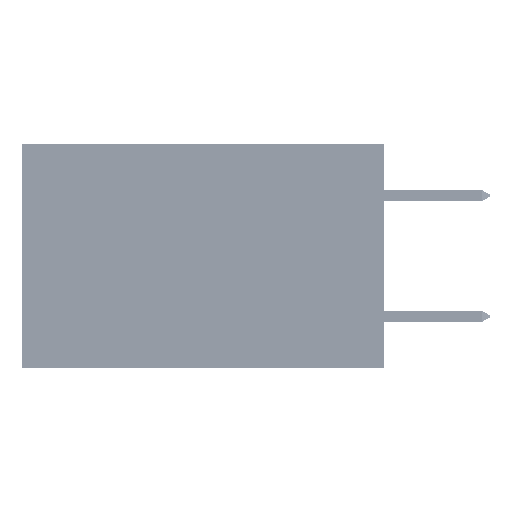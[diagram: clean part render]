
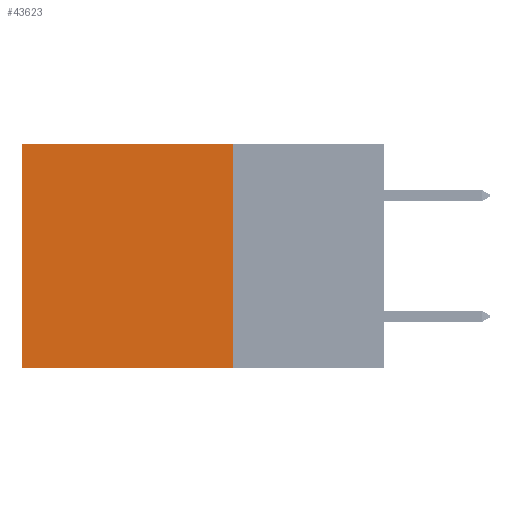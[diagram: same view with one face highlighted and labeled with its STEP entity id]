
A CAD part, left-side view. The second image highlights one B-rep face of the part: STEP entity #43623.
In plain terms, the highlighted planar face has unit normal (-1, 0, 0).
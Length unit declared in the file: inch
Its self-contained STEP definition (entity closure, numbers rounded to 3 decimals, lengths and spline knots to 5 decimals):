
#342 = EDGE_CURVE ( 'NONE', #20117, #29886, #11177, .T. ) ;
#1907 = VECTOR ( 'NONE', #14056, 39.37008 ) ;
#3663 = ORIENTED_EDGE ( 'NONE', *, *, #15673, .F. ) ;
#5523 = VERTEX_POINT ( 'NONE', #8200 ) ;
#6403 = ORIENTED_EDGE ( 'NONE', *, *, #21944, .T. ) ;
#8002 = CARTESIAN_POINT ( 'NONE',  ( 0.2875, 0.25, 0. ) ) ;
#8200 = CARTESIAN_POINT ( 'NONE',  ( 0.2875, 0.25, -0.37 ) ) ;
#9301 = CARTESIAN_POINT ( 'NONE',  ( 0.2875, 0.6, -0.37 ) ) ;
#9302 = AXIS2_PLACEMENT_3D ( 'NONE', #21654, #11507, #32755 ) ;
#11177 = LINE ( 'NONE', #42629, #1907 ) ;
#11507 = DIRECTION ( 'NONE',  ( 1., 0., 0. ) ) ;
#11543 = CARTESIAN_POINT ( 'NONE',  ( 0.2875, 0.25, 0. ) ) ;
#11593 = CARTESIAN_POINT ( 'NONE',  ( 0.2875, 0.6, 0. ) ) ;
#11926 = FACE_OUTER_BOUND ( 'NONE', #45045, .T. ) ;
#14056 = DIRECTION ( 'NONE',  ( 0., 0., -1. ) ) ;
#15673 = EDGE_CURVE ( 'NONE', #5523, #29886, #35543, .T. ) ;
#18082 = VERTEX_POINT ( 'NONE', #8002 ) ;
#20117 = VERTEX_POINT ( 'NONE', #11593 ) ;
#20383 = VECTOR ( 'NONE', #21241, 39.37008 ) ;
#21241 = DIRECTION ( 'NONE',  ( 0., 1., 0. ) ) ;
#21654 = CARTESIAN_POINT ( 'NONE',  ( 0.2875, 0.25, 0. ) ) ;
#21944 = EDGE_CURVE ( 'NONE', #18082, #20117, #39041, .T. ) ;
#22445 = DIRECTION ( 'NONE',  ( 0., 0., -1. ) ) ;
#26700 = DIRECTION ( 'NONE',  ( 0., 1., 0. ) ) ;
#28735 = PLANE ( 'NONE',  #9302 ) ;
#29370 = LINE ( 'NONE', #11543, #37635 ) ;
#29886 = VERTEX_POINT ( 'NONE', #9301 ) ;
#30722 = ORIENTED_EDGE ( 'NONE', *, *, #342, .T. ) ;
#32755 = DIRECTION ( 'NONE',  ( 0., 0., -1. ) ) ;
#33949 = CARTESIAN_POINT ( 'NONE',  ( 0.2875, 0.25, -0.37 ) ) ;
#35543 = LINE ( 'NONE', #33949, #43194 ) ;
#37635 = VECTOR ( 'NONE', #22445, 39.37008 ) ;
#39041 = LINE ( 'NONE', #42592, #20383 ) ;
#40452 = EDGE_CURVE ( 'NONE', #18082, #5523, #29370, .T. ) ;
#42592 = CARTESIAN_POINT ( 'NONE',  ( 0.2875, 0.25, 0. ) ) ;
#42629 = CARTESIAN_POINT ( 'NONE',  ( 0.2875, 0.6, 0. ) ) ;
#43194 = VECTOR ( 'NONE', #26700, 39.37008 ) ;
#43623 = ADVANCED_FACE ( 'NONE', ( #11926 ), #28735, .F. ) ;
#44205 = ORIENTED_EDGE ( 'NONE', *, *, #40452, .F. ) ;
#45045 = EDGE_LOOP ( 'NONE', ( #30722, #3663, #44205, #6403 ) ) ;
